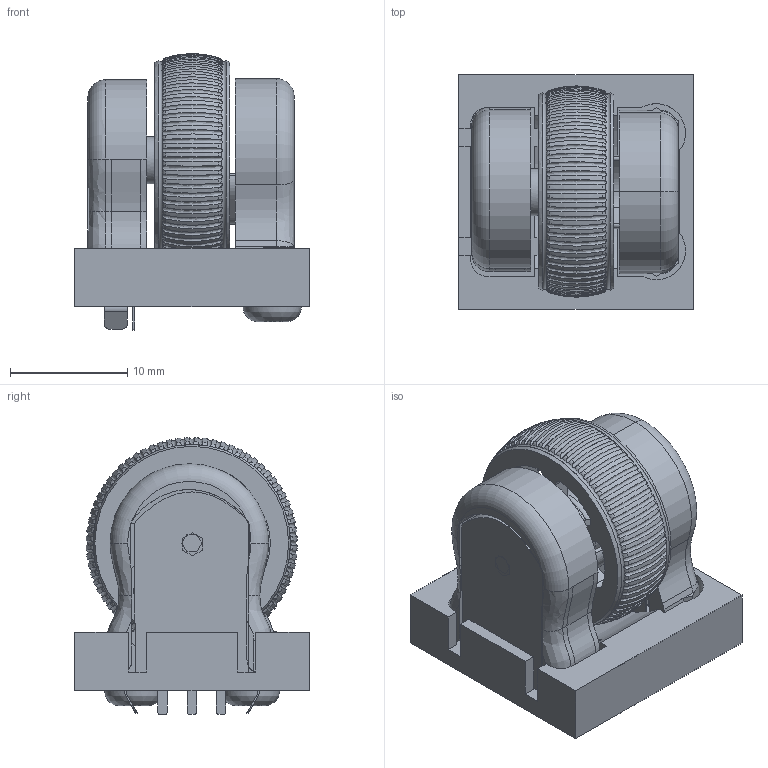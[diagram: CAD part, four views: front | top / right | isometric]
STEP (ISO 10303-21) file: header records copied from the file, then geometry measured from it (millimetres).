
FILE_DESCRIPTION(('FreeCAD Model'),'2;1');
FILE_NAME('Open CASCADE Shape Model','2025-05-15T05:32:53',('Author'),( ''),'Open CASCADE STEP processor 7.8','FreeCAD','Unknown');
FILE_SCHEMA(('AUTOMOTIVE_DESIGN { 1 0 10303 214 1 1 1 1 }'));
Length unit declared in the file: millimetre
Products named in the file (12): Unnamed; Part; THQWGD001_full v1; THQWGD001_full v002; THQWGD001_full v004; THQWGD001_full v005; THQWGD001_full v006; THQWGD001_full v007; THQWGD001_full v008; THQWGD001_full v009; THQWGD001_full v010; Socket
Assembly tree (11 placements, depth 3):
  Unnamed
    Part
      THQWGD001_full v1
      THQWGD001_full v002
      THQWGD001_full v004
      THQWGD001_full v005
      THQWGD001_full v006
      THQWGD001_full v007
      THQWGD001_full v008
      THQWGD001_full v009
      THQWGD001_full v010
    Socket
Bounding box: 20 x 20 x 23.6 mm (x, y, z)
Volume: 3747.2 mm3; surface area: 5477 mm2
Topology: 10 solids, 10 shells, 745 faces, 2129 edges, 1398 vertices
Faces by surface type: plane 267, bspline 254, torus 157, cylinder 61, cone 6
Full cylindrical faces by diameter (mm): 2 x4, 2.8 x2, 4 x1, 6.2 x1
Entity records: 42086 total; most frequent: CARTESIAN_POINT 24335, ORIENTED_EDGE 4256, DIRECTION 2824, EDGE_CURVE 2128, VERTEX_POINT 1398, AXIS2_PLACEMENT_3D 993, LINE 838, VECTOR 838
